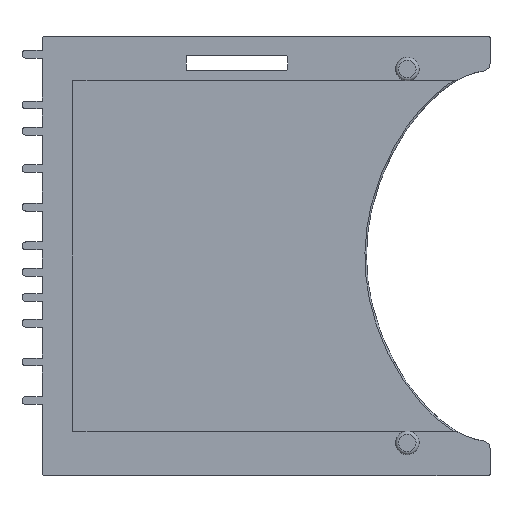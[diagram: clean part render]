
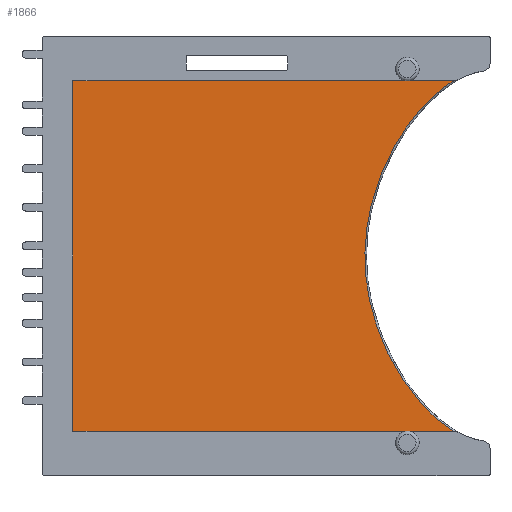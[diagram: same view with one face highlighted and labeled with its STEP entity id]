
A CAD part, front view. The second image highlights one B-rep face of the part: STEP entity #1866.
In plain terms, the highlighted planar face has unit normal (0, -1, 0).
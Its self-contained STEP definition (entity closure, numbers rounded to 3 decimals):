
#22 = VERTEX_POINT('',#23);
#23 = CARTESIAN_POINT('',(2.857,2.5,-11.95));
#31 = EDGE_CURVE('',#32,#22,#34,.T.);
#32 = VERTEX_POINT('',#33);
#33 = CARTESIAN_POINT('',(2.82,2.5,-11.872));
#34 = CIRCLE('',#35,0.1);
#35 = AXIS2_PLACEMENT_3D('',#36,#37,#38);
#36 = CARTESIAN_POINT('',(2.92,2.5,-11.872));
#37 = DIRECTION('',(0.,-1.,0.));
#38 = DIRECTION('',(0.,0.,-1.));
#994 = VERTEX_POINT('',#995);
#995 = CARTESIAN_POINT('',(2.18,2.5,12.4));
#1011 = VERTEX_POINT('',#1012);
#1012 = CARTESIAN_POINT('',(2.33,2.5,12.55));
#1018 = EDGE_CURVE('',#994,#1011,#1019,.T.);
#1019 = CIRCLE('',#1020,0.15);
#1020 = AXIS2_PLACEMENT_3D('',#1021,#1022,#1023);
#1021 = CARTESIAN_POINT('',(2.18,2.5,12.55));
#1022 = DIRECTION('',(0.,-1.,0.));
#1023 = DIRECTION('',(0.707,0.,-0.707
    ));
#1050 = EDGE_CURVE('',#1011,#1051,#1053,.T.);
#1051 = VERTEX_POINT('',#1052);
#1052 = CARTESIAN_POINT('',(2.33,2.5,12.75));
#1053 = LINE('',#1054,#1055);
#1054 = CARTESIAN_POINT('',(2.33,2.5,12.575));
#1055 = VECTOR('',#1056,1.);
#1056 = DIRECTION('',(0.,0.,1.));
#1115 = VERTEX_POINT('',#1116);
#1116 = CARTESIAN_POINT('',(-4.251,2.5,12.75));
#1122 = EDGE_CURVE('',#1115,#1123,#1125,.T.);
#1123 = VERTEX_POINT('',#1124);
#1124 = CARTESIAN_POINT('',(-4.251,2.5,12.55));
#1125 = LINE('',#1126,#1127);
#1126 = CARTESIAN_POINT('',(-4.251,2.5,13.072));
#1127 = VECTOR('',#1128,1.);
#1128 = DIRECTION('',(0.,0.,-1.));
#1172 = VERTEX_POINT('',#1173);
#1173 = CARTESIAN_POINT('',(-4.101,2.5,12.4));
#1179 = EDGE_CURVE('',#1123,#1172,#1180,.T.);
#1180 = CIRCLE('',#1181,0.15);
#1181 = AXIS2_PLACEMENT_3D('',#1182,#1183,#1184);
#1182 = CARTESIAN_POINT('',(-4.101,2.5,12.55));
#1183 = DIRECTION('',(0.,-1.,0.));
#1184 = DIRECTION('',(-0.707,0.,-0.707
    ));
#1202 = EDGE_CURVE('',#1172,#994,#1203,.T.);
#1203 = LINE('',#1204,#1205);
#1204 = CARTESIAN_POINT('',(5.587,2.5,12.4));
#1205 = VECTOR('',#1206,1.);
#1206 = DIRECTION('',(1.,0.,0.));
#1685 = VERTEX_POINT('',#1686);
#1686 = CARTESIAN_POINT('',(14.976,2.5,12.471));
#1705 = VERTEX_POINT('',#1706);
#1706 = CARTESIAN_POINT('',(15.307,2.5,12.75));
#1719 = EDGE_CURVE('',#1705,#1685,#1720,.T.);
#1720 = CIRCLE('',#1721,0.4);
#1721 = AXIS2_PLACEMENT_3D('',#1722,#1723,#1724);
#1722 = CARTESIAN_POINT('',(14.925,2.5,12.868));
#1723 = DIRECTION('',(0.,1.,0.));
#1724 = DIRECTION('',(0.667,0.,-0.745
    ));
#1734 = EDGE_CURVE('',#1685,#1735,#1737,.T.);
#1735 = VERTEX_POINT('',#1736);
#1736 = CARTESIAN_POINT('',(14.976,2.5,-11.671));
#1737 = B_SPLINE_CURVE_WITH_KNOTS('',3,(#1738,#1739,#1740,#1741,#1742,
    #1743,#1744,#1745,#1746,#1747,#1748,#1749),.UNSPECIFIED.,.F.,.F.,(4,
    1,1,1,1,1,1,1,1,4),(0.,0.218,0.436,0.872,
    1.309,1.745,2.181,2.617,
    2.835,3.054),.UNSPECIFIED.);
#1738 = CARTESIAN_POINT('',(14.976,2.5,12.471));
#1739 = CARTESIAN_POINT('',(14.254,2.5,12.379));
#1740 = CARTESIAN_POINT('',(12.897,2.5,11.775));
#1741 = CARTESIAN_POINT('',(10.693,2.5,9.851));
#1742 = CARTESIAN_POINT('',(8.649,2.5,6.796));
#1743 = CARTESIAN_POINT('',(7.27,2.5,2.613));
#1744 = CARTESIAN_POINT('',(7.269,2.5,-1.814));
#1745 = CARTESIAN_POINT('',(8.649,2.5,-5.995));
#1746 = CARTESIAN_POINT('',(10.693,2.5,-9.051));
#1747 = CARTESIAN_POINT('',(12.897,2.5,-10.974));
#1748 = CARTESIAN_POINT('',(14.254,2.5,-11.579));
#1749 = CARTESIAN_POINT('',(14.976,2.5,-11.671));
#1839 = VERTEX_POINT('',#1840);
#1840 = CARTESIAN_POINT('',(15.307,2.5,-11.95));
#1855 = EDGE_CURVE('',#1735,#1839,#1856,.T.);
#1856 = CIRCLE('',#1857,0.4);
#1857 = AXIS2_PLACEMENT_3D('',#1858,#1859,#1860);
#1858 = CARTESIAN_POINT('',(14.925,2.5,-12.068));
#1859 = DIRECTION('',(0.,1.,0.));
#1860 = DIRECTION('',(0.667,0.,0.745));
#1866 = ADVANCED_FACE('',(#1867),#1954,.F.);
#1867 = FACE_BOUND('',#1868,.T.);
#1868 = EDGE_LOOP('',(#1869,#1870,#1871,#1872,#1878,#1879,#1880,#1881,
    #1882,#1883,#1891,#1899,#1905,#1906,#1914,#1923,#1931,#1940,#1948));
#1869 = ORIENTED_EDGE('',*,*,#1855,.F.);
#1870 = ORIENTED_EDGE('',*,*,#1734,.F.);
#1871 = ORIENTED_EDGE('',*,*,#1719,.F.);
#1872 = ORIENTED_EDGE('',*,*,#1873,.T.);
#1873 = EDGE_CURVE('',#1705,#1051,#1874,.T.);
#1874 = LINE('',#1875,#1876);
#1875 = CARTESIAN_POINT('',(15.425,2.5,12.75));
#1876 = VECTOR('',#1877,1.);
#1877 = DIRECTION('',(-1.,0.,0.));
#1878 = ORIENTED_EDGE('',*,*,#1050,.F.);
#1879 = ORIENTED_EDGE('',*,*,#1018,.F.);
#1880 = ORIENTED_EDGE('',*,*,#1202,.F.);
#1881 = ORIENTED_EDGE('',*,*,#1179,.F.);
#1882 = ORIENTED_EDGE('',*,*,#1122,.F.);
#1883 = ORIENTED_EDGE('',*,*,#1884,.T.);
#1884 = EDGE_CURVE('',#1115,#1885,#1887,.T.);
#1885 = VERTEX_POINT('',#1886);
#1886 = CARTESIAN_POINT('',(-11.575,2.5,12.75));
#1887 = LINE('',#1888,#1889);
#1888 = CARTESIAN_POINT('',(15.425,2.5,12.75));
#1889 = VECTOR('',#1890,1.);
#1890 = DIRECTION('',(-1.,0.,0.));
#1891 = ORIENTED_EDGE('',*,*,#1892,.T.);
#1892 = EDGE_CURVE('',#1885,#1893,#1895,.T.);
#1893 = VERTEX_POINT('',#1894);
#1894 = CARTESIAN_POINT('',(-11.575,2.5,-11.95));
#1895 = LINE('',#1896,#1897);
#1896 = CARTESIAN_POINT('',(-11.575,2.5,12.75));
#1897 = VECTOR('',#1898,1.);
#1898 = DIRECTION('',(0.,0.,-1.));
#1899 = ORIENTED_EDGE('',*,*,#1900,.F.);
#1900 = EDGE_CURVE('',#22,#1893,#1901,.T.);
#1901 = LINE('',#1902,#1903);
#1902 = CARTESIAN_POINT('',(15.425,2.5,-11.95));
#1903 = VECTOR('',#1904,1.);
#1904 = DIRECTION('',(-1.,0.,0.));
#1905 = ORIENTED_EDGE('',*,*,#31,.F.);
#1906 = ORIENTED_EDGE('',*,*,#1907,.F.);
#1907 = EDGE_CURVE('',#1908,#32,#1910,.T.);
#1908 = VERTEX_POINT('',#1909);
#1909 = CARTESIAN_POINT('',(2.82,2.5,-11.7));
#1910 = LINE('',#1911,#1912);
#1911 = CARTESIAN_POINT('',(2.82,2.5,0.525));
#1912 = VECTOR('',#1913,1.);
#1913 = DIRECTION('',(0.,0.,-1.));
#1914 = ORIENTED_EDGE('',*,*,#1915,.F.);
#1915 = EDGE_CURVE('',#1916,#1908,#1918,.T.);
#1916 = VERTEX_POINT('',#1917);
#1917 = CARTESIAN_POINT('',(2.92,2.5,-11.6));
#1918 = CIRCLE('',#1919,0.1);
#1919 = AXIS2_PLACEMENT_3D('',#1920,#1921,#1922);
#1920 = CARTESIAN_POINT('',(2.92,2.5,-11.7));
#1921 = DIRECTION('',(0.,-1.,0.));
#1922 = DIRECTION('',(-1.,0.,0.));
#1923 = ORIENTED_EDGE('',*,*,#1924,.F.);
#1924 = EDGE_CURVE('',#1925,#1916,#1927,.T.);
#1925 = VERTEX_POINT('',#1926);
#1926 = CARTESIAN_POINT('',(8.865,2.5,-11.6));
#1927 = LINE('',#1928,#1929);
#1928 = CARTESIAN_POINT('',(12.145,2.5,-11.6));
#1929 = VECTOR('',#1930,1.);
#1930 = DIRECTION('',(-1.,0.,0.));
#1931 = ORIENTED_EDGE('',*,*,#1932,.F.);
#1932 = EDGE_CURVE('',#1933,#1925,#1935,.T.);
#1933 = VERTEX_POINT('',#1934);
#1934 = CARTESIAN_POINT('',(9.12,2.5,-11.856));
#1935 = CIRCLE('',#1936,0.256);
#1936 = AXIS2_PLACEMENT_3D('',#1937,#1938,#1939);
#1937 = CARTESIAN_POINT('',(8.865,2.5,-11.856));
#1938 = DIRECTION('',(0.,-1.,0.));
#1939 = DIRECTION('',(0.,0.,1.));
#1940 = ORIENTED_EDGE('',*,*,#1941,.F.);
#1941 = EDGE_CURVE('',#1942,#1933,#1944,.T.);
#1942 = VERTEX_POINT('',#1943);
#1943 = CARTESIAN_POINT('',(9.12,2.5,-11.95));
#1944 = LINE('',#1945,#1946);
#1945 = CARTESIAN_POINT('',(9.12,2.5,-0.412));
#1946 = VECTOR('',#1947,1.);
#1947 = DIRECTION('',(0.,0.,1.));
#1948 = ORIENTED_EDGE('',*,*,#1949,.F.);
#1949 = EDGE_CURVE('',#1839,#1942,#1950,.T.);
#1950 = LINE('',#1951,#1952);
#1951 = CARTESIAN_POINT('',(15.425,2.5,-11.95));
#1952 = VECTOR('',#1953,1.);
#1953 = DIRECTION('',(-1.,0.,0.));
#1954 = PLANE('',#1955);
#1955 = AXIS2_PLACEMENT_3D('',#1956,#1957,#1958);
#1956 = CARTESIAN_POINT('',(15.425,2.5,12.75));
#1957 = DIRECTION('',(0.,1.,0.));
#1958 = DIRECTION('',(0.,0.,-1.));
